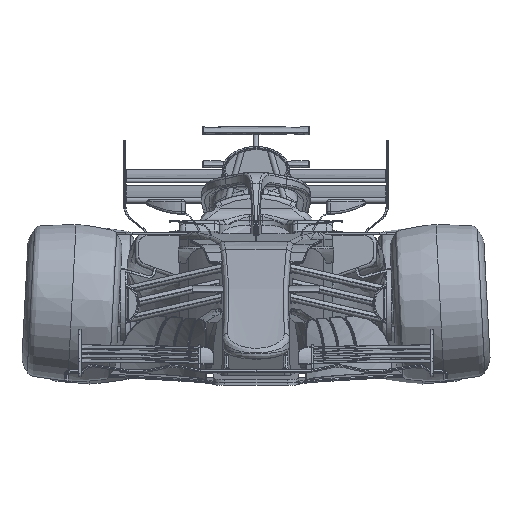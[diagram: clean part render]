
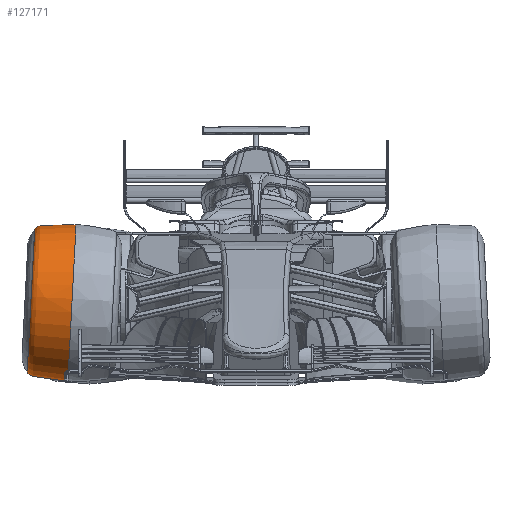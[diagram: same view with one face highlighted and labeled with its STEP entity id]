
A CAD part, front view. The second image highlights one B-rep face of the part: STEP entity #127171.
In plain terms, the highlighted face is a revolution surface.
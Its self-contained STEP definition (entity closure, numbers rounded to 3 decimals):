
#127147 = EDGE_CURVE('',#127148,#127148,#127150,.T.);
#127148 = VERTEX_POINT('',#127149);
#127149 = CARTESIAN_POINT('',(-311.024,212.182,
    57.217));
#127150 = CIRCLE('',#127151,133.);
#127151 = AXIS2_PLACEMENT_3D('',#127152,#127153,#127154);
#127152 = CARTESIAN_POINT('',(-311.388,345.,
    50.265));
#127153 = DIRECTION('',(-0.999,0.,
    0.052));
#127154 = DIRECTION('',(0.003,-0.999,
    0.052));
#127171 = ADVANCED_FACE('',(#127172),#127191,.T.);
#127172 = FACE_BOUND('',#127173,.T.);
#127173 = EDGE_LOOP('',(#127174,#127183,#127189,#127190));
#127174 = ORIENTED_EDGE('',*,*,#127175,.F.);
#127175 = EDGE_CURVE('',#127176,#127176,#127178,.T.);
#127176 = VERTEX_POINT('',#127177);
#127177 = CARTESIAN_POINT('',(-380.462,224.166,
    60.227));
#127178 = CIRCLE('',#127179,121.);
#127179 = AXIS2_PLACEMENT_3D('',#127180,#127181,#127182);
#127180 = CARTESIAN_POINT('',(-380.793,345.,
    53.903));
#127181 = DIRECTION('',(-0.999,0.,
    0.052));
#127182 = DIRECTION('',(0.003,-0.999,
    0.052));
#127183 = ORIENTED_EDGE('',*,*,#127184,.F.);
#127184 = EDGE_CURVE('',#127148,#127176,#127185,.T.);
#127185 = B_SPLINE_CURVE_WITH_KNOTS('',2,(#127186,#127187,#127188),
  .UNSPECIFIED.,.F.,.F.,(3,3),(0.,1.),
  .PIECEWISE_BEZIER_KNOTS.);
#127186 = CARTESIAN_POINT('',(-311.024,212.182,
    57.217));
#127187 = CARTESIAN_POINT('',(-377.218,212.182,
    60.686));
#127188 = CARTESIAN_POINT('',(-380.462,224.166,
    60.227));
#127189 = ORIENTED_EDGE('',*,*,#127147,.T.);
#127190 = ORIENTED_EDGE('',*,*,#127184,.T.);
#127191 = SURFACE_OF_REVOLUTION('',#127192,#127196);
#127192 = B_SPLINE_CURVE_WITH_KNOTS('',2,(#127193,#127194,#127195),
  .UNSPECIFIED.,.F.,.F.,(3,3),(0.,1.),.PIECEWISE_BEZIER_KNOTS.);
#127193 = CARTESIAN_POINT('',(-311.024,212.182,
    57.217));
#127194 = CARTESIAN_POINT('',(-377.218,212.182,
    60.686));
#127195 = CARTESIAN_POINT('',(-380.462,224.166,
    60.227));
#127196 = AXIS1_PLACEMENT('',#127197,#127198);
#127197 = CARTESIAN_POINT('',(-344.842,345.,
    52.019));
#127198 = DIRECTION('',(-0.999,0.,
    0.052));
